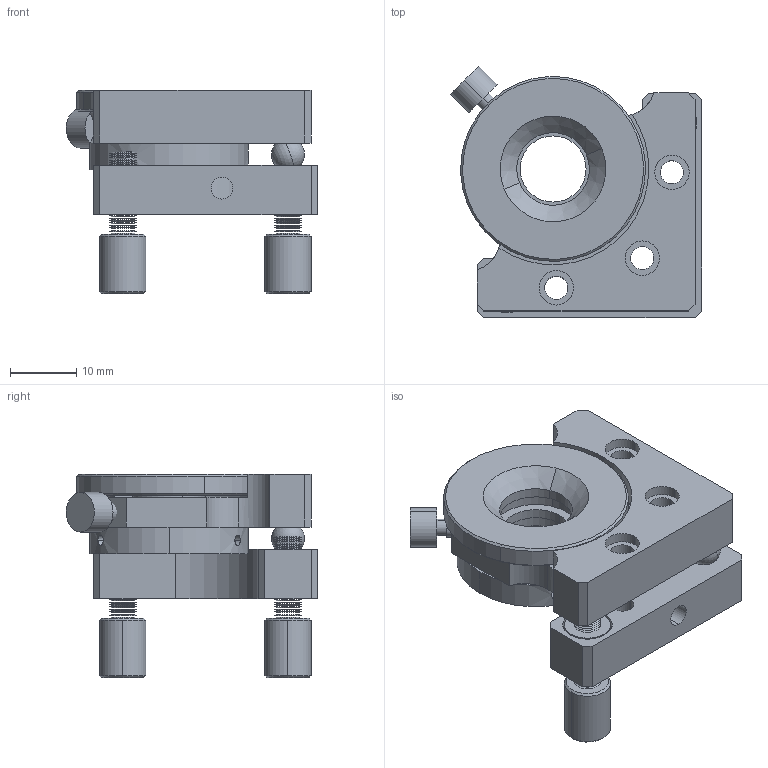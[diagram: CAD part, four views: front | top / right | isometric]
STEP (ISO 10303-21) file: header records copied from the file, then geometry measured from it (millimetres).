
FILE_DESCRIPTION (( 'STEP AP203' ), '1' );
FILE_NAME ('GCM-0911M 俋倰芞.STEP', '2016-10-17T01:25:54', ( 'Lxtx999.CoM' ), ( 'Lxtx999.CoM' ), 'SwSTEP 2.0', 'SolidWorks 2012', '' );
FILE_SCHEMA (( 'CONFIG_CONTROL_DESIGN' ));
Length unit declared in the file: centimetre
Products named in the file (1): GCM-0911M 俋倰芞
Bounding box: 38.06 x 38.06 x 30.8 mm (x, y, z)
Surface area: 9519.6 mm2 (no closed solid volume)
Topology: 0 solids, 46 shells, 237 faces, 627 edges, 421 vertices
Faces by surface type: cylinder 92, cone 76, plane 67, sphere 2
Entity records: 7638 total; most frequent: CARTESIAN_POINT 1458, DIRECTION 1430, ORIENTED_EDGE 1068, EDGE_CURVE 622, AXIS2_PLACEMENT_3D 586, VERTEX_POINT 418, CIRCLE 348, EDGE_LOOP 288
